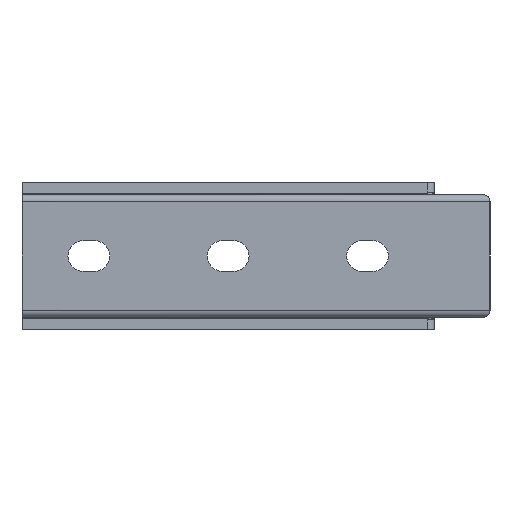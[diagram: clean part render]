
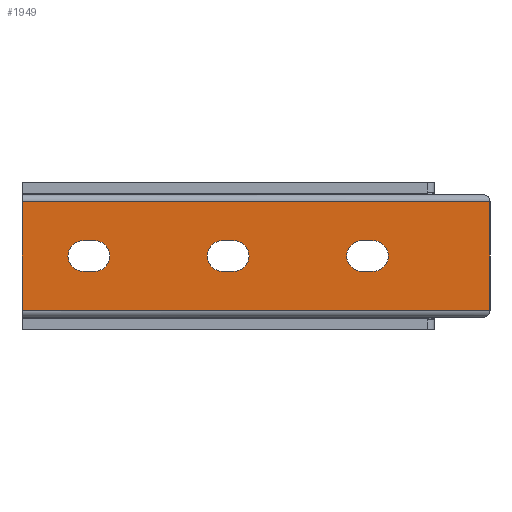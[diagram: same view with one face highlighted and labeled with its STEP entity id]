
A CAD part, left-side view. The second image highlights one B-rep face of the part: STEP entity #1949.
In plain terms, the highlighted planar face has unit normal (-1, 0, 0).
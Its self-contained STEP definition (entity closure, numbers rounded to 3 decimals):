
#41 = ORIENTED_EDGE ( 'NONE', *, *, #1842, .T. ) ;
#66 = VECTOR ( 'NONE', #5443, 1000. ) ;
#72 = CIRCLE ( 'NONE', #1310, 5.5 ) ;
#119 = ORIENTED_EDGE ( 'NONE', *, *, #5116, .T. ) ;
#130 = DIRECTION ( 'NONE',  ( 1., 0., 0. ) ) ;
#145 = VERTEX_POINT ( 'NONE', #1242 ) ;
#205 = DIRECTION ( 'NONE',  ( 0., 0., -1. ) ) ;
#253 = ORIENTED_EDGE ( 'NONE', *, *, #2888, .F. ) ;
#310 = DIRECTION ( 'NONE',  ( 0., -1., 0. ) ) ;
#325 = ORIENTED_EDGE ( 'NONE', *, *, #3276, .T. ) ;
#364 = VECTOR ( 'NONE', #1015, 1000. ) ;
#375 = EDGE_LOOP ( 'NONE', ( #1626, #717, #119, #325 ) ) ;
#398 = DIRECTION ( 'NONE',  ( 0., 0., -1. ) ) ;
#416 = DIRECTION ( 'NONE',  ( 1., 0., 0. ) ) ;
#505 = CARTESIAN_POINT ( 'NONE',  ( -267., 46., 0. ) ) ;
#517 = EDGE_CURVE ( 'NONE', #3443, #3654, #2796, .T. ) ;
#579 = EDGE_LOOP ( 'NONE', ( #5678, #2468, #2475, #631 ) ) ;
#614 = EDGE_CURVE ( 'NONE', #145, #4556, #3662, .T. ) ;
#631 = ORIENTED_EDGE ( 'NONE', *, *, #517, .T. ) ;
#702 = VERTEX_POINT ( 'NONE', #3816 ) ;
#717 = ORIENTED_EDGE ( 'NONE', *, *, #5081, .T. ) ;
#724 = ORIENTED_EDGE ( 'NONE', *, *, #614, .T. ) ;
#793 = EDGE_LOOP ( 'NONE', ( #5853, #5420, #253, #4908 ) ) ;
#816 = CARTESIAN_POINT ( 'NONE',  ( -267., 168., -19.5 ) ) ;
#884 = CARTESIAN_POINT ( 'NONE',  ( -267., 0., -19.5 ) ) ;
#901 = CARTESIAN_POINT ( 'NONE',  ( -267., 0., -5.5 ) ) ;
#1015 = DIRECTION ( 'NONE',  ( 0., -1., 0. ) ) ;
#1037 = AXIS2_PLACEMENT_3D ( 'NONE', #2742, #4485, #1879 ) ;
#1074 = CARTESIAN_POINT ( 'NONE',  ( -267., 0., 19.5 ) ) ;
#1113 = PLANE ( 'NONE',  #3798 ) ;
#1120 = CIRCLE ( 'NONE', #5212, 5.5 ) ;
#1128 = DIRECTION ( 'NONE',  ( 0., 0., -1. ) ) ;
#1176 = CARTESIAN_POINT ( 'NONE',  ( -267., 142., 5.5 ) ) ;
#1214 = EDGE_CURVE ( 'NONE', #2725, #2103, #2417, .T. ) ;
#1216 = VECTOR ( 'NONE', #4875, 1000. ) ;
#1225 = CIRCLE ( 'NONE', #1602, 5.5 ) ;
#1242 = CARTESIAN_POINT ( 'NONE',  ( -267., 92., -5.5 ) ) ;
#1266 = EDGE_LOOP ( 'NONE', ( #4508, #1538, #41, #724 ) ) ;
#1275 = DIRECTION ( 'NONE',  ( 1., 0., 0. ) ) ;
#1305 = DIRECTION ( 'NONE',  ( 0., 0., -1. ) ) ;
#1310 = AXIS2_PLACEMENT_3D ( 'NONE', #3523, #1275, #1305 ) ;
#1365 = DIRECTION ( 'NONE',  ( 0., 1., 0. ) ) ;
#1411 = EDGE_CURVE ( 'NONE', #702, #3443, #72, .T. ) ;
#1478 = LINE ( 'NONE', #3777, #3030 ) ;
#1496 = FACE_BOUND ( 'NONE', #375, .T. ) ;
#1502 = AXIS2_PLACEMENT_3D ( 'NONE', #1998, #3365, #205 ) ;
#1530 = DIRECTION ( 'NONE',  ( 0., 0., -1. ) ) ;
#1538 = ORIENTED_EDGE ( 'NONE', *, *, #1214, .T. ) ;
#1602 = AXIS2_PLACEMENT_3D ( 'NONE', #3800, #130, #1530 ) ;
#1626 = ORIENTED_EDGE ( 'NONE', *, *, #4053, .T. ) ;
#1672 = CARTESIAN_POINT ( 'NONE',  ( -267., 142., 0. ) ) ;
#1785 = CARTESIAN_POINT ( 'NONE',  ( -267., 142., -5.5 ) ) ;
#1793 = LINE ( 'NONE', #901, #3905 ) ;
#1842 = EDGE_CURVE ( 'NONE', #2103, #145, #1225, .T. ) ;
#1879 = DIRECTION ( 'NONE',  ( 0., 0., -1. ) ) ;
#1949 = ADVANCED_FACE ( 'NONE', ( #3766, #2511, #1496, #5168 ), #1113, .F. ) ;
#1998 = CARTESIAN_POINT ( 'NONE',  ( -267., 146., 0. ) ) ;
#2041 = DIRECTION ( 'NONE',  ( 1., 0., 0. ) ) ;
#2057 = CARTESIAN_POINT ( 'NONE',  ( -267., 0., -19.5 ) ) ;
#2103 = VERTEX_POINT ( 'NONE', #3674 ) ;
#2112 = LINE ( 'NONE', #2911, #2665 ) ;
#2202 = CARTESIAN_POINT ( 'NONE',  ( -267., 146., 5.5 ) ) ;
#2214 = DIRECTION ( 'NONE',  ( 0., 0., -1. ) ) ;
#2417 = LINE ( 'NONE', #3824, #364 ) ;
#2468 = ORIENTED_EDGE ( 'NONE', *, *, #4403, .T. ) ;
#2475 = ORIENTED_EDGE ( 'NONE', *, *, #1411, .T. ) ;
#2477 = CARTESIAN_POINT ( 'NONE',  ( -267., 46., 5.5 ) ) ;
#2503 = CARTESIAN_POINT ( 'NONE',  ( -267., 42., -5.5 ) ) ;
#2511 = FACE_BOUND ( 'NONE', #1266, .T. ) ;
#2582 = VERTEX_POINT ( 'NONE', #1785 ) ;
#2663 = LINE ( 'NONE', #3976, #3787 ) ;
#2665 = VECTOR ( 'NONE', #1128, 1000. ) ;
#2725 = VERTEX_POINT ( 'NONE', #2829 ) ;
#2742 = CARTESIAN_POINT ( 'NONE',  ( -267., 96., 0. ) ) ;
#2796 = LINE ( 'NONE', #4088, #4638 ) ;
#2804 = DIRECTION ( 'NONE',  ( 0., 1., 0. ) ) ;
#2829 = CARTESIAN_POINT ( 'NONE',  ( -267., 96., 5.5 ) ) ;
#2888 = EDGE_CURVE ( 'NONE', #5813, #3668, #2112, .T. ) ;
#2911 = CARTESIAN_POINT ( 'NONE',  ( -267., 0., 19.5 ) ) ;
#2981 = VERTEX_POINT ( 'NONE', #2202 ) ;
#3030 = VECTOR ( 'NONE', #4737, 1000. ) ;
#3226 = LINE ( 'NONE', #5044, #4546 ) ;
#3276 = EDGE_CURVE ( 'NONE', #2582, #5436, #1793, .T. ) ;
#3286 = CARTESIAN_POINT ( 'NONE',  ( -267., 168., 19.5 ) ) ;
#3365 = DIRECTION ( 'NONE',  ( 1., 0., 0. ) ) ;
#3443 = VERTEX_POINT ( 'NONE', #2503 ) ;
#3523 = CARTESIAN_POINT ( 'NONE',  ( -267., 42., 0. ) ) ;
#3654 = VERTEX_POINT ( 'NONE', #4909 ) ;
#3662 = LINE ( 'NONE', #4949, #5495 ) ;
#3668 = VERTEX_POINT ( 'NONE', #2057 ) ;
#3674 = CARTESIAN_POINT ( 'NONE',  ( -267., 92., 5.5 ) ) ;
#3766 = FACE_BOUND ( 'NONE', #579, .T. ) ;
#3777 = CARTESIAN_POINT ( 'NONE',  ( -267., 0., 19.5 ) ) ;
#3787 = VECTOR ( 'NONE', #310, 1000. ) ;
#3798 = AXIS2_PLACEMENT_3D ( 'NONE', #4726, #2041, #4339 ) ;
#3800 = CARTESIAN_POINT ( 'NONE',  ( -267., 92., 0. ) ) ;
#3816 = CARTESIAN_POINT ( 'NONE',  ( -267., 42., 5.5 ) ) ;
#3824 = CARTESIAN_POINT ( 'NONE',  ( -267., 0., 5.5 ) ) ;
#3905 = VECTOR ( 'NONE', #2804, 1000. ) ;
#3954 = EDGE_CURVE ( 'NONE', #5813, #5852, #1478, .T. ) ;
#3976 = CARTESIAN_POINT ( 'NONE',  ( -267., 0., 5.5 ) ) ;
#4053 = EDGE_CURVE ( 'NONE', #5436, #2981, #4278, .T. ) ;
#4088 = CARTESIAN_POINT ( 'NONE',  ( -267., 0., -5.5 ) ) ;
#4151 = CARTESIAN_POINT ( 'NONE',  ( -267., 96., -5.5 ) ) ;
#4278 = CIRCLE ( 'NONE', #1502, 5.5 ) ;
#4339 = DIRECTION ( 'NONE',  ( 0., 0., -1. ) ) ;
#4373 = DIRECTION ( 'NONE',  ( 1., 0., 0. ) ) ;
#4403 = EDGE_CURVE ( 'NONE', #5743, #702, #3226, .T. ) ;
#4434 = EDGE_CURVE ( 'NONE', #3654, #5743, #4454, .T. ) ;
#4454 = CIRCLE ( 'NONE', #4640, 5.5 ) ;
#4485 = DIRECTION ( 'NONE',  ( 1., 0., 0. ) ) ;
#4508 = ORIENTED_EDGE ( 'NONE', *, *, #5591, .T. ) ;
#4546 = VECTOR ( 'NONE', #4982, 1000. ) ;
#4556 = VERTEX_POINT ( 'NONE', #4151 ) ;
#4620 = DIRECTION ( 'NONE',  ( 0., 1., 0. ) ) ;
#4638 = VECTOR ( 'NONE', #4620, 1000. ) ;
#4640 = AXIS2_PLACEMENT_3D ( 'NONE', #505, #416, #2214 ) ;
#4697 = CARTESIAN_POINT ( 'NONE',  ( -267., 146., -5.5 ) ) ;
#4726 = CARTESIAN_POINT ( 'NONE',  ( -267., 0., 19.5 ) ) ;
#4737 = DIRECTION ( 'NONE',  ( 0., 1., 0. ) ) ;
#4872 = EDGE_CURVE ( 'NONE', #3668, #5106, #5558, .T. ) ;
#4875 = DIRECTION ( 'NONE',  ( 0., 0., -1. ) ) ;
#4899 = LINE ( 'NONE', #5792, #1216 ) ;
#4908 = ORIENTED_EDGE ( 'NONE', *, *, #3954, .T. ) ;
#4909 = CARTESIAN_POINT ( 'NONE',  ( -267., 46., -5.5 ) ) ;
#4949 = CARTESIAN_POINT ( 'NONE',  ( -267., 0., -5.5 ) ) ;
#4982 = DIRECTION ( 'NONE',  ( 0., -1., 0. ) ) ;
#5044 = CARTESIAN_POINT ( 'NONE',  ( -267., 0., 5.5 ) ) ;
#5081 = EDGE_CURVE ( 'NONE', #2981, #5129, #2663, .T. ) ;
#5084 = EDGE_CURVE ( 'NONE', #5852, #5106, #4899, .T. ) ;
#5106 = VERTEX_POINT ( 'NONE', #816 ) ;
#5116 = EDGE_CURVE ( 'NONE', #5129, #2582, #1120, .T. ) ;
#5129 = VERTEX_POINT ( 'NONE', #1176 ) ;
#5168 = FACE_OUTER_BOUND ( 'NONE', #793, .T. ) ;
#5212 = AXIS2_PLACEMENT_3D ( 'NONE', #1672, #4373, #398 ) ;
#5420 = ORIENTED_EDGE ( 'NONE', *, *, #4872, .F. ) ;
#5436 = VERTEX_POINT ( 'NONE', #4697 ) ;
#5443 = DIRECTION ( 'NONE',  ( 0., 1., 0. ) ) ;
#5495 = VECTOR ( 'NONE', #1365, 1000. ) ;
#5558 = LINE ( 'NONE', #884, #66 ) ;
#5591 = EDGE_CURVE ( 'NONE', #4556, #2725, #5794, .T. ) ;
#5678 = ORIENTED_EDGE ( 'NONE', *, *, #4434, .T. ) ;
#5743 = VERTEX_POINT ( 'NONE', #2477 ) ;
#5792 = CARTESIAN_POINT ( 'NONE',  ( -267., 168., 19.5 ) ) ;
#5794 = CIRCLE ( 'NONE', #1037, 5.5 ) ;
#5813 = VERTEX_POINT ( 'NONE', #1074 ) ;
#5852 = VERTEX_POINT ( 'NONE', #3286 ) ;
#5853 = ORIENTED_EDGE ( 'NONE', *, *, #5084, .T. ) ;
